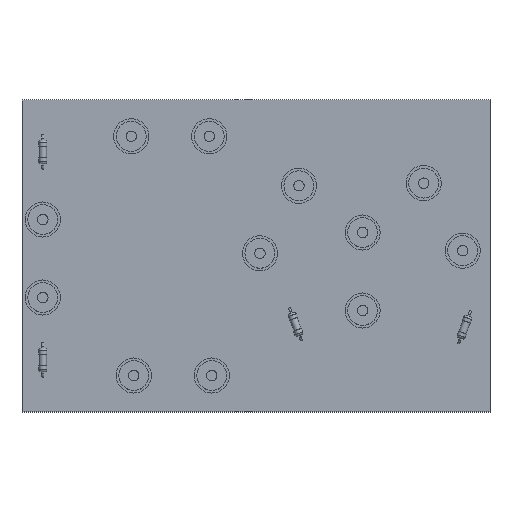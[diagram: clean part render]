
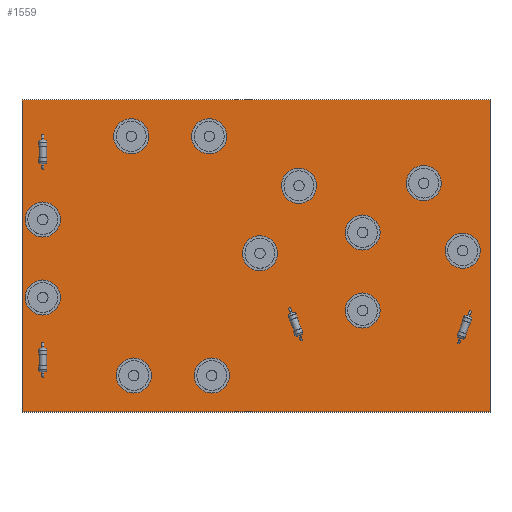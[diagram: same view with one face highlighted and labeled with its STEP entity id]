
A CAD part, top view. The second image highlights one B-rep face of the part: STEP entity #1559.
In plain terms, the highlighted planar face has unit normal (0, 0, 1).
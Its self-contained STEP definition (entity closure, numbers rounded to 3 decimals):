
#1227 = VERTEX_POINT('',#1228);
#1228 = CARTESIAN_POINT('',(236.,-149.,1.51));
#1234 = EDGE_CURVE('',#1227,#1235,#1237,.T.);
#1235 = VERTEX_POINT('',#1236);
#1236 = CARTESIAN_POINT('',(56.,-149.,1.51));
#1237 = LINE('',#1238,#1239);
#1238 = CARTESIAN_POINT('',(236.,-149.,1.51));
#1239 = VECTOR('',#1240,1.);
#1240 = DIRECTION('',(-1.,0.,0.));
#1267 = VERTEX_POINT('',#1268);
#1268 = CARTESIAN_POINT('',(236.,-29.,1.51));
#1274 = EDGE_CURVE('',#1267,#1227,#1275,.T.);
#1275 = LINE('',#1276,#1277);
#1276 = CARTESIAN_POINT('',(236.,-29.,1.51));
#1277 = VECTOR('',#1278,1.);
#1278 = DIRECTION('',(0.,-1.,0.));
#1296 = EDGE_CURVE('',#1235,#1297,#1299,.T.);
#1297 = VERTEX_POINT('',#1298);
#1298 = CARTESIAN_POINT('',(56.,-29.,1.51));
#1299 = LINE('',#1300,#1301);
#1300 = CARTESIAN_POINT('',(56.,-149.,1.51));
#1301 = VECTOR('',#1302,1.);
#1302 = DIRECTION('',(0.,1.,0.));
#1559 = ADVANCED_FACE('',(#1560,#1571,#1582,#1593,#1604,#1615,#1626,
    #1637,#1648,#1659,#1670,#1681,#1692,#1703,#1714,#1725,#1736,#1747,
    #1758,#1769,#1780),#1791,.T.);
#1560 = FACE_BOUND('',#1561,.T.);
#1561 = EDGE_LOOP('',(#1562,#1563,#1564,#1570));
#1562 = ORIENTED_EDGE('',*,*,#1234,.F.);
#1563 = ORIENTED_EDGE('',*,*,#1274,.F.);
#1564 = ORIENTED_EDGE('',*,*,#1565,.F.);
#1565 = EDGE_CURVE('',#1297,#1267,#1566,.T.);
#1566 = LINE('',#1567,#1568);
#1567 = CARTESIAN_POINT('',(56.,-29.,1.51));
#1568 = VECTOR('',#1569,1.);
#1569 = DIRECTION('',(1.,0.,0.));
#1570 = ORIENTED_EDGE('',*,*,#1296,.F.);
#1571 = FACE_BOUND('',#1572,.T.);
#1572 = EDGE_LOOP('',(#1573));
#1573 = ORIENTED_EDGE('',*,*,#1574,.T.);
#1574 = EDGE_CURVE('',#1575,#1575,#1577,.T.);
#1575 = VERTEX_POINT('',#1576);
#1576 = CARTESIAN_POINT('',(64.,-135.75,1.51));
#1577 = CIRCLE('',#1578,0.4);
#1578 = AXIS2_PLACEMENT_3D('',#1579,#1580,#1581);
#1579 = CARTESIAN_POINT('',(64.,-135.35,1.51));
#1580 = DIRECTION('',(-0.,0.,-1.));
#1581 = DIRECTION('',(-0.,-1.,0.));
#1582 = FACE_BOUND('',#1583,.T.);
#1583 = EDGE_LOOP('',(#1584));
#1584 = ORIENTED_EDGE('',*,*,#1585,.T.);
#1585 = EDGE_CURVE('',#1586,#1586,#1588,.T.);
#1586 = VERTEX_POINT('',#1587);
#1587 = CARTESIAN_POINT('',(99.,-136.05,1.51));
#1588 = CIRCLE('',#1589,1.05);
#1589 = AXIS2_PLACEMENT_3D('',#1590,#1591,#1592);
#1590 = CARTESIAN_POINT('',(99.,-135.,1.51));
#1591 = DIRECTION('',(-0.,0.,-1.));
#1592 = DIRECTION('',(-0.,-1.,0.));
#1593 = FACE_BOUND('',#1594,.T.);
#1594 = EDGE_LOOP('',(#1595));
#1595 = ORIENTED_EDGE('',*,*,#1596,.T.);
#1596 = EDGE_CURVE('',#1597,#1597,#1599,.T.);
#1597 = VERTEX_POINT('',#1598);
#1598 = CARTESIAN_POINT('',(64.,-123.05,1.51));
#1599 = CIRCLE('',#1600,0.4);
#1600 = AXIS2_PLACEMENT_3D('',#1601,#1602,#1603);
#1601 = CARTESIAN_POINT('',(64.,-122.65,1.51));
#1602 = DIRECTION('',(-0.,0.,-1.));
#1603 = DIRECTION('',(-0.,-1.,0.));
#1604 = FACE_BOUND('',#1605,.T.);
#1605 = EDGE_LOOP('',(#1606));
#1606 = ORIENTED_EDGE('',*,*,#1607,.T.);
#1607 = EDGE_CURVE('',#1608,#1608,#1610,.T.);
#1608 = VERTEX_POINT('',#1609);
#1609 = CARTESIAN_POINT('',(129.,-136.05,1.51));
#1610 = CIRCLE('',#1611,1.05);
#1611 = AXIS2_PLACEMENT_3D('',#1612,#1613,#1614);
#1612 = CARTESIAN_POINT('',(129.,-135.,1.51));
#1613 = DIRECTION('',(-0.,0.,-1.));
#1614 = DIRECTION('',(-0.,-1.,0.));
#1615 = FACE_BOUND('',#1616,.T.);
#1616 = EDGE_LOOP('',(#1617));
#1617 = ORIENTED_EDGE('',*,*,#1618,.T.);
#1618 = EDGE_CURVE('',#1619,#1619,#1621,.T.);
#1619 = VERTEX_POINT('',#1620);
#1620 = CARTESIAN_POINT('',(64.,-106.05,1.51));
#1621 = CIRCLE('',#1622,1.05);
#1622 = AXIS2_PLACEMENT_3D('',#1623,#1624,#1625);
#1623 = CARTESIAN_POINT('',(64.,-105.,1.51));
#1624 = DIRECTION('',(-0.,0.,-1.));
#1625 = DIRECTION('',(-0.,-1.,0.));
#1626 = FACE_BOUND('',#1627,.T.);
#1627 = EDGE_LOOP('',(#1628));
#1628 = ORIENTED_EDGE('',*,*,#1629,.T.);
#1629 = EDGE_CURVE('',#1630,#1630,#1632,.T.);
#1630 = VERTEX_POINT('',#1631);
#1631 = CARTESIAN_POINT('',(163.344,-121.634,1.51));
#1632 = CIRCLE('',#1633,0.4);
#1633 = AXIS2_PLACEMENT_3D('',#1634,#1635,#1636);
#1634 = CARTESIAN_POINT('',(163.344,-121.234,1.51));
#1635 = DIRECTION('',(-0.,0.,-1.));
#1636 = DIRECTION('',(-0.,-1.,0.));
#1637 = FACE_BOUND('',#1638,.T.);
#1638 = EDGE_LOOP('',(#1639));
#1639 = ORIENTED_EDGE('',*,*,#1640,.T.);
#1640 = EDGE_CURVE('',#1641,#1641,#1643,.T.);
#1641 = VERTEX_POINT('',#1642);
#1642 = CARTESIAN_POINT('',(224.,-122.75,1.51));
#1643 = CIRCLE('',#1644,0.4);
#1644 = AXIS2_PLACEMENT_3D('',#1645,#1646,#1647);
#1645 = CARTESIAN_POINT('',(224.,-122.35,1.51));
#1646 = DIRECTION('',(-0.,0.,-1.));
#1647 = DIRECTION('',(-0.,-1.,0.));
#1648 = FACE_BOUND('',#1649,.T.);
#1649 = EDGE_LOOP('',(#1650));
#1650 = ORIENTED_EDGE('',*,*,#1651,.T.);
#1651 = EDGE_CURVE('',#1652,#1652,#1654,.T.);
#1652 = VERTEX_POINT('',#1653);
#1653 = CARTESIAN_POINT('',(159.,-109.7,1.51));
#1654 = CIRCLE('',#1655,0.4);
#1655 = AXIS2_PLACEMENT_3D('',#1656,#1657,#1658);
#1656 = CARTESIAN_POINT('',(159.,-109.3,1.51));
#1657 = DIRECTION('',(-0.,0.,-1.));
#1658 = DIRECTION('',(-0.,-1.,0.));
#1659 = FACE_BOUND('',#1660,.T.);
#1660 = EDGE_LOOP('',(#1661));
#1661 = ORIENTED_EDGE('',*,*,#1662,.T.);
#1662 = EDGE_CURVE('',#1663,#1663,#1665,.T.);
#1663 = VERTEX_POINT('',#1664);
#1664 = CARTESIAN_POINT('',(187.,-111.05,1.51));
#1665 = CIRCLE('',#1666,1.05);
#1666 = AXIS2_PLACEMENT_3D('',#1667,#1668,#1669);
#1667 = CARTESIAN_POINT('',(187.,-110.,1.51));
#1668 = DIRECTION('',(-0.,0.,-1.));
#1669 = DIRECTION('',(-0.,-1.,0.));
#1670 = FACE_BOUND('',#1671,.T.);
#1671 = EDGE_LOOP('',(#1672));
#1672 = ORIENTED_EDGE('',*,*,#1673,.T.);
#1673 = EDGE_CURVE('',#1674,#1674,#1676,.T.);
#1674 = VERTEX_POINT('',#1675);
#1675 = CARTESIAN_POINT('',(228.344,-110.816,1.51));
#1676 = CIRCLE('',#1677,0.4);
#1677 = AXIS2_PLACEMENT_3D('',#1678,#1679,#1680);
#1678 = CARTESIAN_POINT('',(228.344,-110.416,1.51));
#1679 = DIRECTION('',(-0.,0.,-1.));
#1680 = DIRECTION('',(-0.,-1.,0.));
#1681 = FACE_BOUND('',#1682,.T.);
#1682 = EDGE_LOOP('',(#1683));
#1683 = ORIENTED_EDGE('',*,*,#1684,.T.);
#1684 = EDGE_CURVE('',#1685,#1685,#1687,.T.);
#1685 = VERTEX_POINT('',#1686);
#1686 = CARTESIAN_POINT('',(64.,-76.05,1.51));
#1687 = CIRCLE('',#1688,1.05);
#1688 = AXIS2_PLACEMENT_3D('',#1689,#1690,#1691);
#1689 = CARTESIAN_POINT('',(64.,-75.,1.51));
#1690 = DIRECTION('',(-0.,0.,-1.));
#1691 = DIRECTION('',(-0.,-1.,0.));
#1692 = FACE_BOUND('',#1693,.T.);
#1693 = EDGE_LOOP('',(#1694));
#1694 = ORIENTED_EDGE('',*,*,#1695,.T.);
#1695 = EDGE_CURVE('',#1696,#1696,#1698,.T.);
#1696 = VERTEX_POINT('',#1697);
#1697 = CARTESIAN_POINT('',(64.,-55.75,1.51));
#1698 = CIRCLE('',#1699,0.4);
#1699 = AXIS2_PLACEMENT_3D('',#1700,#1701,#1702);
#1700 = CARTESIAN_POINT('',(64.,-55.35,1.51));
#1701 = DIRECTION('',(-0.,0.,-1.));
#1702 = DIRECTION('',(-0.,-1.,0.));
#1703 = FACE_BOUND('',#1704,.T.);
#1704 = EDGE_LOOP('',(#1705));
#1705 = ORIENTED_EDGE('',*,*,#1706,.T.);
#1706 = EDGE_CURVE('',#1707,#1707,#1709,.T.);
#1707 = VERTEX_POINT('',#1708);
#1708 = CARTESIAN_POINT('',(64.,-43.05,1.51));
#1709 = CIRCLE('',#1710,0.4);
#1710 = AXIS2_PLACEMENT_3D('',#1711,#1712,#1713);
#1711 = CARTESIAN_POINT('',(64.,-42.65,1.51));
#1712 = DIRECTION('',(-0.,0.,-1.));
#1713 = DIRECTION('',(-0.,-1.,0.));
#1714 = FACE_BOUND('',#1715,.T.);
#1715 = EDGE_LOOP('',(#1716));
#1716 = ORIENTED_EDGE('',*,*,#1717,.T.);
#1717 = EDGE_CURVE('',#1718,#1718,#1720,.T.);
#1718 = VERTEX_POINT('',#1719);
#1719 = CARTESIAN_POINT('',(98.,-44.05,1.51));
#1720 = CIRCLE('',#1721,1.05);
#1721 = AXIS2_PLACEMENT_3D('',#1722,#1723,#1724);
#1722 = CARTESIAN_POINT('',(98.,-43.,1.51));
#1723 = DIRECTION('',(-0.,0.,-1.));
#1724 = DIRECTION('',(-0.,-1.,0.));
#1725 = FACE_BOUND('',#1726,.T.);
#1726 = EDGE_LOOP('',(#1727));
#1727 = ORIENTED_EDGE('',*,*,#1728,.T.);
#1728 = EDGE_CURVE('',#1729,#1729,#1731,.T.);
#1729 = VERTEX_POINT('',#1730);
#1730 = CARTESIAN_POINT('',(128.,-44.05,1.51));
#1731 = CIRCLE('',#1732,1.05);
#1732 = AXIS2_PLACEMENT_3D('',#1733,#1734,#1735);
#1733 = CARTESIAN_POINT('',(128.,-43.,1.51));
#1734 = DIRECTION('',(-0.,0.,-1.));
#1735 = DIRECTION('',(-0.,-1.,0.));
#1736 = FACE_BOUND('',#1737,.T.);
#1737 = EDGE_LOOP('',(#1738));
#1738 = ORIENTED_EDGE('',*,*,#1739,.T.);
#1739 = EDGE_CURVE('',#1740,#1740,#1742,.T.);
#1740 = VERTEX_POINT('',#1741);
#1741 = CARTESIAN_POINT('',(147.5,-89.04,1.51));
#1742 = CIRCLE('',#1743,1.05);
#1743 = AXIS2_PLACEMENT_3D('',#1744,#1745,#1746);
#1744 = CARTESIAN_POINT('',(147.5,-87.99,1.51));
#1745 = DIRECTION('',(-0.,0.,-1.));
#1746 = DIRECTION('',(-0.,-1.,0.));
#1747 = FACE_BOUND('',#1748,.T.);
#1748 = EDGE_LOOP('',(#1749));
#1749 = ORIENTED_EDGE('',*,*,#1750,.T.);
#1750 = EDGE_CURVE('',#1751,#1751,#1753,.T.);
#1751 = VERTEX_POINT('',#1752);
#1752 = CARTESIAN_POINT('',(187.,-81.05,1.51));
#1753 = CIRCLE('',#1754,1.05);
#1754 = AXIS2_PLACEMENT_3D('',#1755,#1756,#1757);
#1755 = CARTESIAN_POINT('',(187.,-80.,1.51));
#1756 = DIRECTION('',(-0.,0.,-1.));
#1757 = DIRECTION('',(-0.,-1.,0.));
#1758 = FACE_BOUND('',#1759,.T.);
#1759 = EDGE_LOOP('',(#1760));
#1760 = ORIENTED_EDGE('',*,*,#1761,.T.);
#1761 = EDGE_CURVE('',#1762,#1762,#1764,.T.);
#1762 = VERTEX_POINT('',#1763);
#1763 = CARTESIAN_POINT('',(225.5,-88.04,1.51));
#1764 = CIRCLE('',#1765,1.05);
#1765 = AXIS2_PLACEMENT_3D('',#1766,#1767,#1768);
#1766 = CARTESIAN_POINT('',(225.5,-86.99,1.51));
#1767 = DIRECTION('',(-0.,0.,-1.));
#1768 = DIRECTION('',(-0.,-1.,0.));
#1769 = FACE_BOUND('',#1770,.T.);
#1770 = EDGE_LOOP('',(#1771));
#1771 = ORIENTED_EDGE('',*,*,#1772,.T.);
#1772 = EDGE_CURVE('',#1773,#1773,#1775,.T.);
#1773 = VERTEX_POINT('',#1774);
#1774 = CARTESIAN_POINT('',(162.5,-63.06,1.51));
#1775 = CIRCLE('',#1776,1.05);
#1776 = AXIS2_PLACEMENT_3D('',#1777,#1778,#1779);
#1777 = CARTESIAN_POINT('',(162.5,-62.01,1.51));
#1778 = DIRECTION('',(-0.,0.,-1.));
#1779 = DIRECTION('',(-0.,-1.,0.));
#1780 = FACE_BOUND('',#1781,.T.);
#1781 = EDGE_LOOP('',(#1782));
#1782 = ORIENTED_EDGE('',*,*,#1783,.T.);
#1783 = EDGE_CURVE('',#1784,#1784,#1786,.T.);
#1784 = VERTEX_POINT('',#1785);
#1785 = CARTESIAN_POINT('',(210.5,-62.06,1.51));
#1786 = CIRCLE('',#1787,1.05);
#1787 = AXIS2_PLACEMENT_3D('',#1788,#1789,#1790);
#1788 = CARTESIAN_POINT('',(210.5,-61.01,1.51));
#1789 = DIRECTION('',(-0.,0.,-1.));
#1790 = DIRECTION('',(-0.,-1.,0.));
#1791 = PLANE('',#1792);
#1792 = AXIS2_PLACEMENT_3D('',#1793,#1794,#1795);
#1793 = CARTESIAN_POINT('',(0.,0.,1.51));
#1794 = DIRECTION('',(0.,0.,1.));
#1795 = DIRECTION('',(1.,0.,-0.));
